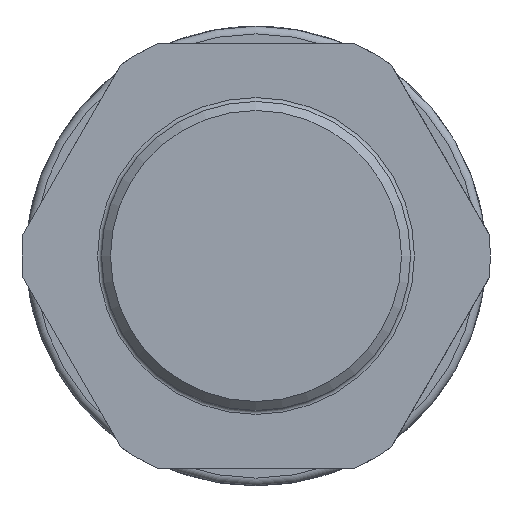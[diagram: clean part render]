
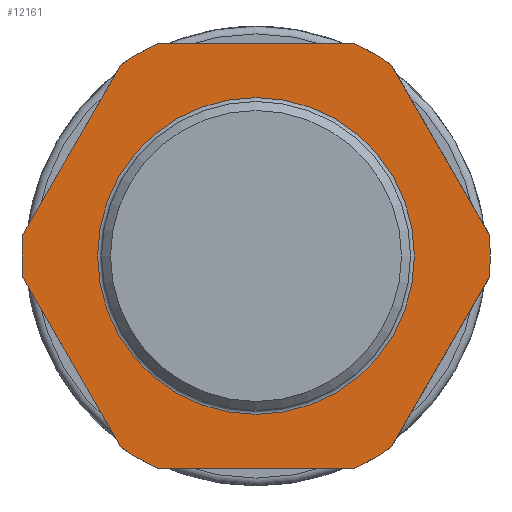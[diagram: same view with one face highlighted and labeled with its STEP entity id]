
A CAD part, left-side view. The second image highlights one B-rep face of the part: STEP entity #12161.
In plain terms, the highlighted planar face has unit normal (-1, 0, 0).
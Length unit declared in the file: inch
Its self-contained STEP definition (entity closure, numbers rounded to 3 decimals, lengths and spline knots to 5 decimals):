
#15=FACE_BOUND('',#2622,.T.);
#776=LINE('',#20926,#1238);
#779=LINE('',#20956,#1241);
#782=LINE('',#20986,#1244);
#785=LINE('',#21016,#1247);
#788=LINE('',#21046,#1250);
#791=LINE('',#21066,#1253);
#1238=VECTOR('',#15595,0.3937);
#1241=VECTOR('',#15600,0.3937);
#1244=VECTOR('',#15605,0.3937);
#1247=VECTOR('',#15610,0.3937);
#1250=VECTOR('',#15615,0.3937);
#1253=VECTOR('',#15620,0.3937);
#1578=PLANE('',#13241);
#1961=FACE_OUTER_BOUND('',#2621,.T.);
#2621=EDGE_LOOP('',(#9072,#9073,#9074,#9075,#9076,#9077,#9078,#9079,#9080,
#9081,#9082,#9083));
#2622=EDGE_LOOP('',(#9084,#9085));
#3336=CIRCLE('',#13221,1.19291);
#3337=CIRCLE('',#13223,1.19291);
#3339=CIRCLE('',#13226,1.19291);
#3342=CIRCLE('',#13230,1.19291);
#3344=CIRCLE('',#13233,1.19291);
#3345=CIRCLE('',#13235,1.19291);
#3350=CIRCLE('',#13242,0.80709);
#3351=CIRCLE('',#13243,0.80709);
#4732=VERTEX_POINT('',#20923);
#4733=VERTEX_POINT('',#20925);
#4736=VERTEX_POINT('',#20953);
#4737=VERTEX_POINT('',#20955);
#4740=VERTEX_POINT('',#20983);
#4741=VERTEX_POINT('',#20985);
#4744=VERTEX_POINT('',#21013);
#4745=VERTEX_POINT('',#21015);
#4748=VERTEX_POINT('',#21043);
#4749=VERTEX_POINT('',#21045);
#4752=VERTEX_POINT('',#21063);
#4753=VERTEX_POINT('',#21065);
#4757=VERTEX_POINT('',#21106);
#4758=VERTEX_POINT('',#21107);
#6263=EDGE_CURVE('',#4733,#4732,#776,.T.);
#6267=EDGE_CURVE('',#4737,#4736,#779,.T.);
#6271=EDGE_CURVE('',#4741,#4740,#782,.T.);
#6275=EDGE_CURVE('',#4745,#4744,#785,.T.);
#6279=EDGE_CURVE('',#4749,#4748,#788,.T.);
#6283=EDGE_CURVE('',#4753,#4752,#791,.T.);
#6287=EDGE_CURVE('',#4753,#4744,#3336,.T.);
#6288=EDGE_CURVE('',#4741,#4752,#3337,.T.);
#6290=EDGE_CURVE('',#4737,#4748,#3339,.T.);
#6293=EDGE_CURVE('',#4745,#4736,#3342,.T.);
#6295=EDGE_CURVE('',#4749,#4732,#3344,.T.);
#6296=EDGE_CURVE('',#4733,#4740,#3345,.T.);
#6301=EDGE_CURVE('',#4757,#4758,#3350,.T.);
#6302=EDGE_CURVE('',#4758,#4757,#3351,.T.);
#9072=ORIENTED_EDGE('',*,*,#6263,.T.);
#9073=ORIENTED_EDGE('',*,*,#6295,.F.);
#9074=ORIENTED_EDGE('',*,*,#6279,.T.);
#9075=ORIENTED_EDGE('',*,*,#6290,.F.);
#9076=ORIENTED_EDGE('',*,*,#6267,.T.);
#9077=ORIENTED_EDGE('',*,*,#6293,.F.);
#9078=ORIENTED_EDGE('',*,*,#6275,.T.);
#9079=ORIENTED_EDGE('',*,*,#6287,.F.);
#9080=ORIENTED_EDGE('',*,*,#6283,.T.);
#9081=ORIENTED_EDGE('',*,*,#6288,.F.);
#9082=ORIENTED_EDGE('',*,*,#6271,.T.);
#9083=ORIENTED_EDGE('',*,*,#6296,.F.);
#9084=ORIENTED_EDGE('',*,*,#6301,.T.);
#9085=ORIENTED_EDGE('',*,*,#6302,.T.);
#12161=ADVANCED_FACE('',(#1961,#15),#1578,.T.);
#13221=AXIS2_PLACEMENT_3D('',#21083,#15626,#15627);
#13223=AXIS2_PLACEMENT_3D('',#21085,#15630,#15631);
#13226=AXIS2_PLACEMENT_3D('',#21088,#15636,#15637);
#13230=AXIS2_PLACEMENT_3D('',#21092,#15644,#15645);
#13233=AXIS2_PLACEMENT_3D('',#21095,#15650,#15651);
#13235=AXIS2_PLACEMENT_3D('',#21097,#15654,#15655);
#13241=AXIS2_PLACEMENT_3D('',#21105,#15666,#15667);
#13242=AXIS2_PLACEMENT_3D('',#21108,#15668,#15669);
#13243=AXIS2_PLACEMENT_3D('',#21109,#15670,#15671);
#15595=DIRECTION('',(0.,0.5,0.866));
#15600=DIRECTION('',(0.,0.5,-0.866));
#15605=DIRECTION('',(0.,-0.5,0.866));
#15610=DIRECTION('',(0.,-0.5,-0.866));
#15615=DIRECTION('',(0.,1.,0.));
#15620=DIRECTION('',(0.,-1.,0.));
#15626=DIRECTION('center_axis',(1.,0.,0.));
#15627=DIRECTION('ref_axis',(0.,0.,
1.));
#15630=DIRECTION('center_axis',(1.,0.,0.));
#15631=DIRECTION('ref_axis',(0.,0.,
1.));
#15636=DIRECTION('center_axis',(1.,0.,0.));
#15637=DIRECTION('ref_axis',(0.,0.,
1.));
#15644=DIRECTION('center_axis',(1.,0.,0.));
#15645=DIRECTION('ref_axis',(0.,0.,
1.));
#15650=DIRECTION('center_axis',(1.,0.,0.));
#15651=DIRECTION('ref_axis',(0.,0.,
1.));
#15654=DIRECTION('center_axis',(1.,0.,0.));
#15655=DIRECTION('ref_axis',(0.,0.,
1.));
#15666=DIRECTION('center_axis',(-1.,0.,0.));
#15667=DIRECTION('ref_axis',(0.,0.,
-1.));
#15668=DIRECTION('center_axis',(1.,0.,0.));
#15669=DIRECTION('ref_axis',(0.,0.,
1.));
#15670=DIRECTION('center_axis',(1.,0.,0.));
#15671=DIRECTION('ref_axis',(0.,0.,
1.));
#20923=CARTESIAN_POINT('',(-1.02677,-0.6872,0.97509));
#20925=CARTESIAN_POINT('',(-1.02677,-1.18805,0.10759));
#20926=CARTESIAN_POINT('',(-1.02677,-1.21195,0.06619));
#20953=CARTESIAN_POINT('',(-1.02677,1.18805,0.10759));
#20955=CARTESIAN_POINT('',(-1.02677,0.6872,0.97509));
#20956=CARTESIAN_POINT('',(-1.02677,0.6633,1.01649));
#20983=CARTESIAN_POINT('',(-1.02677,-1.18805,-0.10759));
#20985=CARTESIAN_POINT('',(-1.02677,-0.6872,-0.97509));
#20986=CARTESIAN_POINT('',(-1.02677,-0.96153,-0.49994));
#21013=CARTESIAN_POINT('',(-1.02677,0.6872,-0.97509));
#21015=CARTESIAN_POINT('',(-1.02677,1.18805,-0.10759));
#21016=CARTESIAN_POINT('',(-1.02677,0.91372,-0.58274));
#21043=CARTESIAN_POINT('',(-1.02677,0.50085,1.08268));
#21045=CARTESIAN_POINT('',(-1.02677,-0.50085,1.08268));
#21046=CARTESIAN_POINT('',(-1.02677,-0.84688,1.08268));
#21063=CARTESIAN_POINT('',(-1.02677,-0.50085,-1.08268));
#21065=CARTESIAN_POINT('',(-1.02677,0.50085,-1.08268));
#21066=CARTESIAN_POINT('',(-1.02677,-0.34603,-1.08268));
#21083=CARTESIAN_POINT('Origin',(-1.02677,0.,
0.));
#21085=CARTESIAN_POINT('Origin',(-1.02677,0.,
0.));
#21088=CARTESIAN_POINT('Origin',(-1.02677,0.,
0.));
#21092=CARTESIAN_POINT('Origin',(-1.02677,0.,
0.));
#21095=CARTESIAN_POINT('Origin',(-1.02677,0.,
0.));
#21097=CARTESIAN_POINT('Origin',(-1.02677,0.,
0.));
#21105=CARTESIAN_POINT('Origin',(-1.02677,-1.19291,0.));
#21106=CARTESIAN_POINT('',(-1.02677,-0.80709,0.));
#21107=CARTESIAN_POINT('',(-1.02677,0.,-0.80709));
#21108=CARTESIAN_POINT('Origin',(-1.02677,0.,
0.));
#21109=CARTESIAN_POINT('Origin',(-1.02677,0.,
0.));
